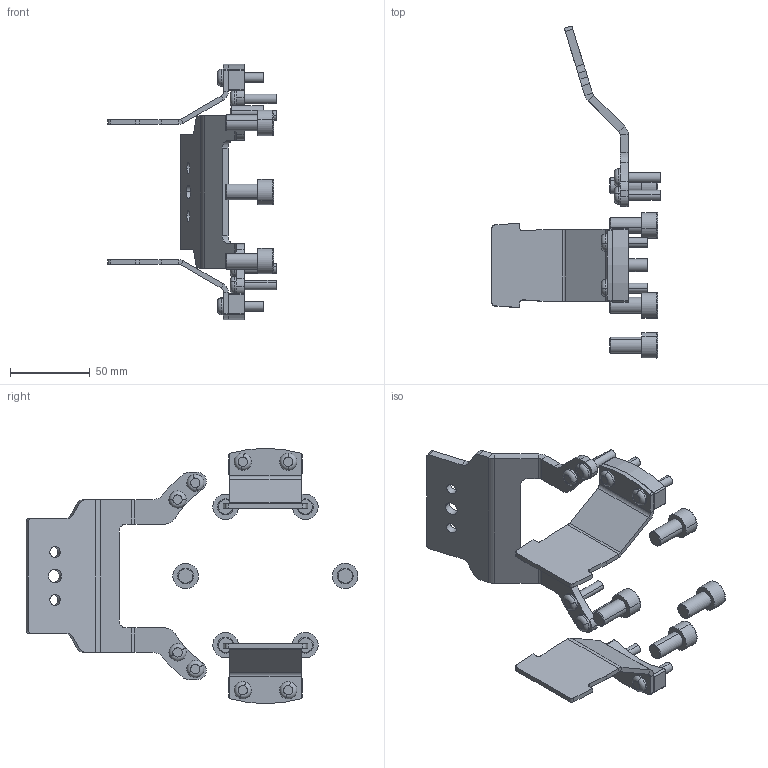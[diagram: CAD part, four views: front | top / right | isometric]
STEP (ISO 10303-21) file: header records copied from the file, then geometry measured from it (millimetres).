
FILE_DESCRIPTION (( 'STEP AP203' ), '1' );
FILE_NAME ('P5213-1.STEP', '2020-01-10T12:05:00', ( 'admin' ), ( '' ), 'SwSTEP 2.0', 'SolidWorks 2017', '' );
FILE_SCHEMA (( 'CONFIG_CONTROL_DESIGN' ));
Length unit declared in the file: millimetre
Products named in the file (1): P5213-1
Bounding box: 105.42 x 208 x 160 mm (x, y, z)
Volume: 100725.1 mm3; surface area: 59000 mm2
Topology: 20 solids, 20 shells, 378 faces, 842 edges, 524 vertices
Faces by surface type: plane 172, cylinder 150, torus 44, cone 12
Entity records: 10589 total; most frequent: DIRECTION 2000, CARTESIAN_POINT 1745, ORIENTED_EDGE 1684, EDGE_CURVE 842, AXIS2_PLACEMENT_3D 779, VERTEX_POINT 524, VECTOR 442, LINE 442
